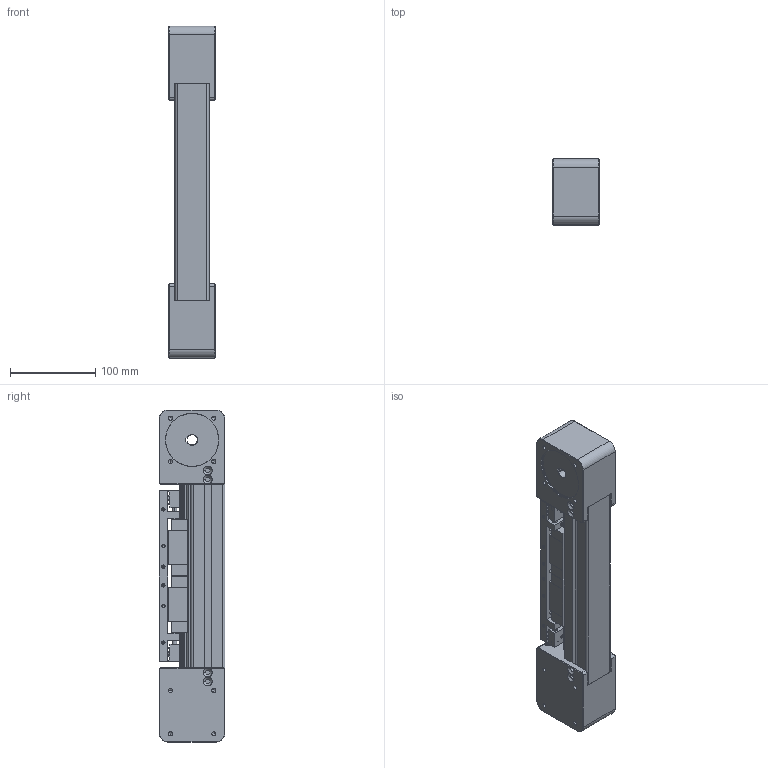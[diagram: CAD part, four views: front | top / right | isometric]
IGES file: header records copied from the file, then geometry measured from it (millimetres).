
Global section: file name: No Iges File Name specified; native system: Autodesk Inventor 2011; preprocessor: AutoDesk Inventor Iges Exporter R2011; author: user; date: 20101216.101543; units: millimetre
Bounding box: 54 x 77 x 389 mm (x, y, z)
Volume: 979102.1 mm3; surface area: 278849.4 mm2
Topology: 5 solids, 23 shells, 1264 faces, 3310 edges, 2084 vertices
Faces by surface type: plane 470, bspline 340, revolution 220, cylinder 130, cone 64, torus 40
